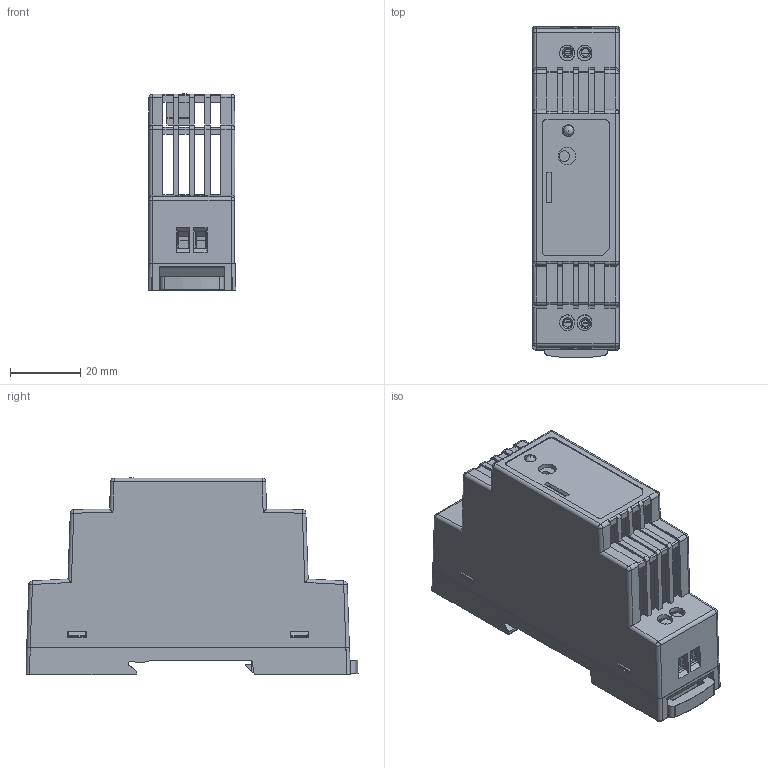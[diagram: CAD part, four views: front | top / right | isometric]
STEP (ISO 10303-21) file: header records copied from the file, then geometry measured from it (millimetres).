
FILE_DESCRIPTION((''),'2;1');
FILE_NAME('PS15.stp','2011-08-17T15:27:26',('laszlo'),(''),'Autodesk Inventor 2009','Autodesk Inventor 2009','');
FILE_SCHEMA(('AUTOMOTIVE_DESIGN { 1 0 10303 214 1 1 1 1 }'));
Length unit declared in the file: millimetre
Products named in the file (7): PS15; ALL-INNER-PARTS; 3P-CONECT.1; LED; VR; BOTTOM-OUTSIDE; TOP-OUTSIDE
Assembly tree (7 placements, depth 3):
  PS15
    ALL-INNER-PARTS
      3P-CONECT.1  x2
      LED
      VR
    BOTTOM-OUTSIDE
    TOP-OUTSIDE
Bounding box: 25.01 x 94.65 x 56.19 mm (x, y, z)
Volume: 11519.7 mm3; surface area: 42505.6 mm2
Topology: 5 solids, 6 shells, 1112 faces, 3273 edges, 2120 vertices
Faces by surface type: plane 878, cylinder 170, cone 23, bspline 21, sphere 20
Full cylindrical faces by diameter (mm): 1.3 x2, 1.4 x2, 1.9 x2, 2.25 x4, 3 x2, 3.4 x1, 5 x1
Entity records: 36571 total; most frequent: CARTESIAN_POINT 7665, ORIENTED_EDGE 6032, DIRECTION 5391, EDGE_CURVE 3028, VECTOR 2541, LINE 2541, VERTEX_POINT 1974, AXIS2_PLACEMENT_3D 1425
